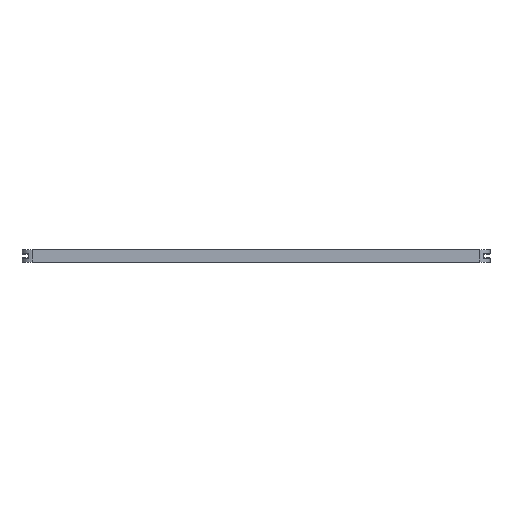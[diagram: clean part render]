
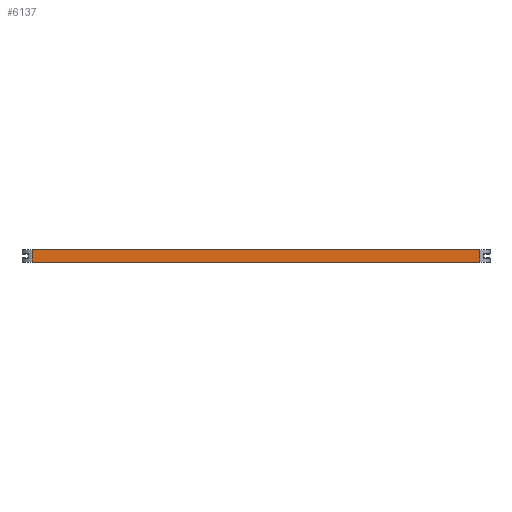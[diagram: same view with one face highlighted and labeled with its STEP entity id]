
A CAD part, top view. The second image highlights one B-rep face of the part: STEP entity #6137.
In plain terms, the highlighted planar face has unit normal (0, 0, 1).
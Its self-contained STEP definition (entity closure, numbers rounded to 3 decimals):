
#47=PLANE('',#6510);
#369=LINE('',#8873,#1208);
#372=LINE('',#8884,#1211);
#374=LINE('',#8889,#1213);
#477=LINE('',#9095,#1316);
#1208=VECTOR('',#6982,10.);
#1211=VECTOR('',#6995,10.);
#1213=VECTOR('',#7003,10.);
#1316=VECTOR('',#7112,10.);
#2080=FACE_OUTER_BOUND('',#2416,.T.);
#2416=EDGE_LOOP('',(#4583,#4584,#4585,#4586));
#2841=VERTEX_POINT('',#8870);
#2842=VERTEX_POINT('',#8872);
#2844=VERTEX_POINT('',#8881);
#2845=VERTEX_POINT('',#8883);
#3472=EDGE_CURVE('',#2841,#2842,#369,.T.);
#3477=EDGE_CURVE('',#2844,#2845,#372,.T.);
#3480=EDGE_CURVE('',#2841,#2845,#374,.T.);
#3583=EDGE_CURVE('',#2844,#2842,#477,.T.);
#4583=ORIENTED_EDGE('',*,*,#3472,.F.);
#4584=ORIENTED_EDGE('',*,*,#3480,.T.);
#4585=ORIENTED_EDGE('',*,*,#3477,.F.);
#4586=ORIENTED_EDGE('',*,*,#3583,.T.);
#6137=ADVANCED_FACE('',(#2080),#47,.T.);
#6510=AXIS2_PLACEMENT_3D('',#9094,#7110,#7111);
#6982=DIRECTION('',(0.,-1.,0.));
#6995=DIRECTION('',(0.,1.,0.));
#7003=DIRECTION('',(-1.,0.,0.));
#7110=DIRECTION('center_axis',(0.,0.,1.));
#7111=DIRECTION('ref_axis',(1.,0.,0.));
#7112=DIRECTION('',(1.,0.,0.));
#8870=CARTESIAN_POINT('',(216.408,6.,100.));
#8872=CARTESIAN_POINT('',(216.408,0.,100.));
#8873=CARTESIAN_POINT('',(216.408,3.,100.));
#8881=CARTESIAN_POINT('',(3.29,0.,100.));
#8883=CARTESIAN_POINT('',(3.29,6.,100.));
#8884=CARTESIAN_POINT('',(3.29,3.,100.));
#8889=CARTESIAN_POINT('',(221.408,6.,100.));
#9094=CARTESIAN_POINT('Origin',(221.408,6.,100.));
#9095=CARTESIAN_POINT('',(-1.71,0.,100.));
